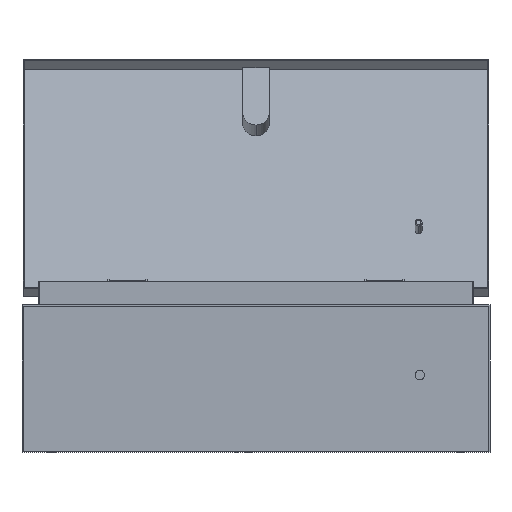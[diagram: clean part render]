
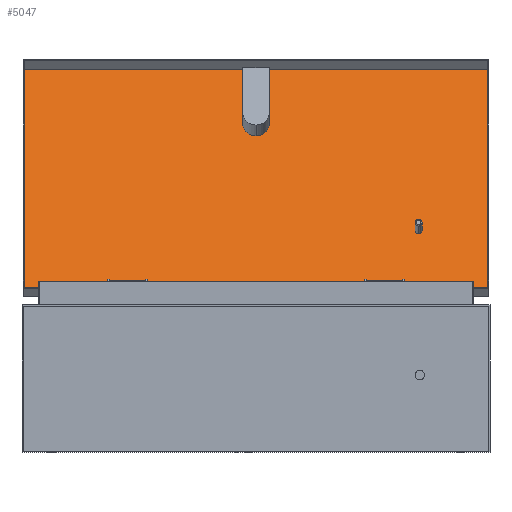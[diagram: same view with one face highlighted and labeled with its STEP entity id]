
A CAD part, left-side view. The second image highlights one B-rep face of the part: STEP entity #5047.
In plain terms, the highlighted face is planar.
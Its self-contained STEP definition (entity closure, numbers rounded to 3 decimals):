
#3 = VERTEX_POINT ( 'NONE', #2547 ) ;
#11 = CARTESIAN_POINT ( 'NONE',  ( 102.5, 198., -1. ) ) ;
#34 = CIRCLE ( 'NONE', #2456, 3. ) ;
#45 = CARTESIAN_POINT ( 'NONE',  ( 43.5, -139., -1. ) ) ;
#176 = CARTESIAN_POINT ( 'NONE',  ( -102.5, -198., -1. ) ) ;
#268 = CARTESIAN_POINT ( 'NONE',  ( 102.5, -198., -1. ) ) ;
#310 = ORIENTED_EDGE ( 'NONE', *, *, #2664, .F. ) ;
#381 = PLANE ( 'NONE',  #3754 ) ;
#396 = CARTESIAN_POINT ( 'NONE',  ( -65.5, 0., -1. ) ) ;
#732 = DIRECTION ( 'NONE',  ( 1., 0., 0. ) ) ;
#736 = EDGE_CURVE ( 'NONE', #5196, #5606, #808, .T. ) ;
#808 = LINE ( 'NONE', #4660, #5660 ) ;
#982 = DIRECTION ( 'NONE',  ( 1., 0., 0. ) ) ;
#1132 = FACE_BOUND ( 'NONE', #3742, .T. ) ;
#1286 = CARTESIAN_POINT ( 'NONE',  ( 0., 0., -1. ) ) ;
#1295 = LINE ( 'NONE', #3391, #3950 ) ;
#1503 = DIRECTION ( 'NONE',  ( 0., -1., 0. ) ) ;
#1542 = VERTEX_POINT ( 'NONE', #5577 ) ;
#1575 = EDGE_CURVE ( 'NONE', #5707, #1542, #2913, .T. ) ;
#1576 = ORIENTED_EDGE ( 'NONE', *, *, #736, .F. ) ;
#1616 = EDGE_CURVE ( 'NONE', #5606, #4128, #5150, .T. ) ;
#1736 = ORIENTED_EDGE ( 'NONE', *, *, #1575, .T. ) ;
#1962 = DIRECTION ( 'NONE',  ( 0., 0., -1. ) ) ;
#2112 = CARTESIAN_POINT ( 'NONE',  ( 0., -198., -1. ) ) ;
#2256 = CIRCLE ( 'NONE', #5178, 3. ) ;
#2268 = DIRECTION ( 'NONE',  ( 0., 0., 1. ) ) ;
#2273 = DIRECTION ( 'NONE',  ( 1., 0., 0. ) ) ;
#2372 = FACE_BOUND ( 'NONE', #2765, .T. ) ;
#2448 = CIRCLE ( 'NONE', #2449, 11.5 ) ;
#2449 = AXIS2_PLACEMENT_3D ( 'NONE', #3204, #2268, #6005 ) ;
#2456 = AXIS2_PLACEMENT_3D ( 'NONE', #45, #1962, #4801 ) ;
#2533 = ORIENTED_EDGE ( 'NONE', *, *, #5846, .F. ) ;
#2547 = CARTESIAN_POINT ( 'NONE',  ( 40.5, -139., -1. ) ) ;
#2664 = EDGE_CURVE ( 'NONE', #5912, #3, #2256, .T. ) ;
#2745 = VECTOR ( 'NONE', #732, 1000. ) ;
#2765 = EDGE_LOOP ( 'NONE', ( #5285, #1736 ) ) ;
#2784 = EDGE_CURVE ( 'NONE', #5621, #5196, #1295, .T. ) ;
#2857 = DIRECTION ( 'NONE',  ( 1., 0., 0. ) ) ;
#2894 = CARTESIAN_POINT ( 'NONE',  ( -54., 0., -1. ) ) ;
#2913 = CIRCLE ( 'NONE', #2984, 11.5 ) ;
#2940 = DIRECTION ( 'NONE',  ( 0., 1., 0. ) ) ;
#2984 = AXIS2_PLACEMENT_3D ( 'NONE', #2894, #5293, #2857 ) ;
#3094 = EDGE_LOOP ( 'NONE', ( #5521, #1576, #5043, #4281 ) ) ;
#3204 = CARTESIAN_POINT ( 'NONE',  ( -54., 0., -1. ) ) ;
#3391 = CARTESIAN_POINT ( 'NONE',  ( 102.5, 0., -1. ) ) ;
#3422 = CARTESIAN_POINT ( 'NONE',  ( 46.5, -139., -1. ) ) ;
#3467 = FACE_OUTER_BOUND ( 'NONE', #3094, .T. ) ;
#3642 = DIRECTION ( 'NONE',  ( 0., 0., 1. ) ) ;
#3742 = EDGE_LOOP ( 'NONE', ( #310, #2533 ) ) ;
#3754 = AXIS2_PLACEMENT_3D ( 'NONE', #1286, #3642, #2273 ) ;
#3794 = DIRECTION ( 'NONE',  ( 0., 0., -1. ) ) ;
#3859 = LINE ( 'NONE', #2112, #2745 ) ;
#3950 = VECTOR ( 'NONE', #2940, 1000. ) ;
#4101 = CARTESIAN_POINT ( 'NONE',  ( -102.5, 198., -1. ) ) ;
#4128 = VERTEX_POINT ( 'NONE', #176 ) ;
#4265 = CARTESIAN_POINT ( 'NONE',  ( -102.5, 0., -1. ) ) ;
#4281 = ORIENTED_EDGE ( 'NONE', *, *, #6062, .F. ) ;
#4286 = EDGE_CURVE ( 'NONE', #1542, #5707, #2448, .T. ) ;
#4660 = CARTESIAN_POINT ( 'NONE',  ( 0., 198., -1. ) ) ;
#4714 = CARTESIAN_POINT ( 'NONE',  ( 43.5, -139., -1. ) ) ;
#4801 = DIRECTION ( 'NONE',  ( 1., 0., 0. ) ) ;
#5043 = ORIENTED_EDGE ( 'NONE', *, *, #2784, .F. ) ;
#5047 = ADVANCED_FACE ( 'NONE', ( #2372, #3467, #1132 ), #381, .F. ) ;
#5150 = LINE ( 'NONE', #4265, #5428 ) ;
#5178 = AXIS2_PLACEMENT_3D ( 'NONE', #4714, #3794, #982 ) ;
#5196 = VERTEX_POINT ( 'NONE', #11 ) ;
#5285 = ORIENTED_EDGE ( 'NONE', *, *, #4286, .T. ) ;
#5293 = DIRECTION ( 'NONE',  ( 0., 0., 1. ) ) ;
#5428 = VECTOR ( 'NONE', #1503, 1000. ) ;
#5521 = ORIENTED_EDGE ( 'NONE', *, *, #1616, .F. ) ;
#5577 = CARTESIAN_POINT ( 'NONE',  ( -42.5, 0., -1. ) ) ;
#5606 = VERTEX_POINT ( 'NONE', #4101 ) ;
#5621 = VERTEX_POINT ( 'NONE', #268 ) ;
#5660 = VECTOR ( 'NONE', #6066, 1000. ) ;
#5707 = VERTEX_POINT ( 'NONE', #396 ) ;
#5846 = EDGE_CURVE ( 'NONE', #3, #5912, #34, .T. ) ;
#5912 = VERTEX_POINT ( 'NONE', #3422 ) ;
#6005 = DIRECTION ( 'NONE',  ( 1., 0., 0. ) ) ;
#6062 = EDGE_CURVE ( 'NONE', #4128, #5621, #3859, .T. ) ;
#6066 = DIRECTION ( 'NONE',  ( -1., 0., 0. ) ) ;
